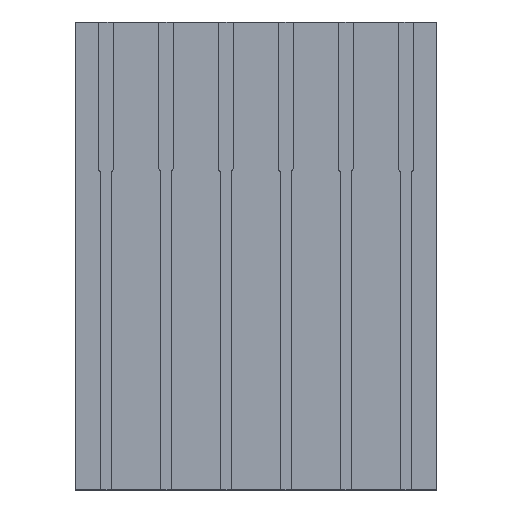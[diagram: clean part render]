
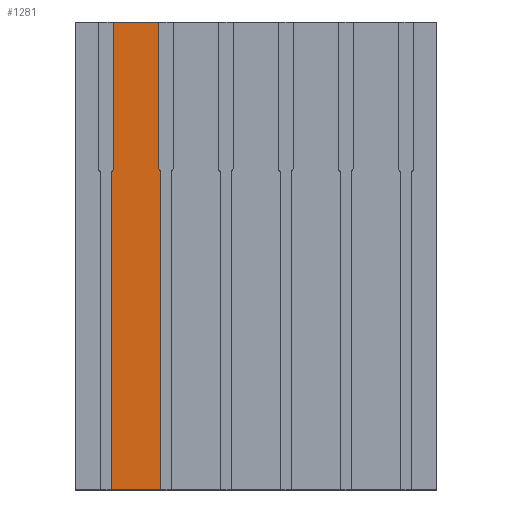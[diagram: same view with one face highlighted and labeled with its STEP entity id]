
A CAD part, top view. The second image highlights one B-rep face of the part: STEP entity #1281.
In plain terms, the highlighted planar face has unit normal (0, 0, 1).
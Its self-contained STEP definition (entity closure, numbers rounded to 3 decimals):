
#25=PLANE('',#1391);
#85=FACE_OUTER_BOUND('',#151,.T.);
#151=EDGE_LOOP('',(#984,#985,#986,#987,#988,#989,#990,#991,#992,#993));
#256=LINE('',#2032,#400);
#257=LINE('',#2034,#401);
#258=LINE('',#2036,#402);
#259=LINE('',#2042,#403);
#260=LINE('',#2044,#404);
#261=LINE('',#2045,#405);
#400=VECTOR('',#1642,10.);
#401=VECTOR('',#1643,10.);
#402=VECTOR('',#1644,10.);
#403=VECTOR('',#1649,10.);
#404=VECTOR('',#1650,10.);
#405=VECTOR('',#1651,10.);
#511=CIRCLE('',#1389,5.);
#513=CIRCLE('',#1392,5.);
#514=CIRCLE('',#1393,5.);
#515=CIRCLE('',#1394,5.);
#602=VERTEX_POINT('',#2020);
#603=VERTEX_POINT('',#2021);
#606=VERTEX_POINT('',#2029);
#607=VERTEX_POINT('',#2031);
#608=VERTEX_POINT('',#2033);
#609=VERTEX_POINT('',#2035);
#610=VERTEX_POINT('',#2037);
#611=VERTEX_POINT('',#2039);
#612=VERTEX_POINT('',#2041);
#613=VERTEX_POINT('',#2043);
#752=EDGE_CURVE('',#602,#603,#511,.T.);
#756=EDGE_CURVE('',#602,#606,#513,.F.);
#757=EDGE_CURVE('',#606,#607,#256,.T.);
#758=EDGE_CURVE('',#607,#608,#257,.T.);
#759=EDGE_CURVE('',#608,#609,#258,.T.);
#760=EDGE_CURVE('',#610,#609,#514,.T.);
#761=EDGE_CURVE('',#611,#610,#515,.T.);
#762=EDGE_CURVE('',#611,#612,#259,.T.);
#763=EDGE_CURVE('',#612,#613,#260,.T.);
#764=EDGE_CURVE('',#613,#603,#261,.T.);
#984=ORIENTED_EDGE('',*,*,#752,.F.);
#985=ORIENTED_EDGE('',*,*,#756,.T.);
#986=ORIENTED_EDGE('',*,*,#757,.T.);
#987=ORIENTED_EDGE('',*,*,#758,.T.);
#988=ORIENTED_EDGE('',*,*,#759,.T.);
#989=ORIENTED_EDGE('',*,*,#760,.F.);
#990=ORIENTED_EDGE('',*,*,#761,.F.);
#991=ORIENTED_EDGE('',*,*,#762,.T.);
#992=ORIENTED_EDGE('',*,*,#763,.T.);
#993=ORIENTED_EDGE('',*,*,#764,.T.);
#1281=ADVANCED_FACE('',(#85),#25,.T.);
#1389=AXIS2_PLACEMENT_3D('',#2022,#1632,#1633);
#1391=AXIS2_PLACEMENT_3D('',#2028,#1638,#1639);
#1392=AXIS2_PLACEMENT_3D('',#2030,#1640,#1641);
#1393=AXIS2_PLACEMENT_3D('',#2038,#1645,#1646);
#1394=AXIS2_PLACEMENT_3D('',#2040,#1647,#1648);
#1632=DIRECTION('center_axis',(0.,0.,-1.));
#1633=DIRECTION('ref_axis',(0.922,0.387,0.));
#1638=DIRECTION('center_axis',(0.,0.,1.));
#1639=DIRECTION('ref_axis',(1.,0.,0.));
#1640=DIRECTION('center_axis',(0.,0.,1.));
#1641=DIRECTION('ref_axis',(-0.4,-0.917,0.));
#1642=DIRECTION('',(0.,1.,0.));
#1643=DIRECTION('',(-1.,0.,0.));
#1644=DIRECTION('',(0.,-1.,0.));
#1645=DIRECTION('center_axis',(0.,0.,1.));
#1646=DIRECTION('ref_axis',(0.922,-0.387,0.));
#1647=DIRECTION('center_axis',(0.,0.,-1.));
#1648=DIRECTION('ref_axis',(-0.4,0.917,0.));
#1649=DIRECTION('',(0.,-1.,0.));
#1650=DIRECTION('',(1.,0.,0.));
#1651=DIRECTION('',(0.,1.,0.));
#2020=CARTESIAN_POINT('',(-149.5,133.512,20.));
#2021=CARTESIAN_POINT('',(-148.,129.941,20.));
#2022=CARTESIAN_POINT('Origin',(-153.,129.941,20.));
#2028=CARTESIAN_POINT('Origin',(0.,0.,
20.));
#2029=CARTESIAN_POINT('',(-151.,137.083,20.));
#2030=CARTESIAN_POINT('Origin',(-146.,137.083,20.));
#2031=CARTESIAN_POINT('',(-151.,362.5,20.));
#2032=CARTESIAN_POINT('',(-151.,181.25,20.));
#2033=CARTESIAN_POINT('',(-221.,362.5,20.));
#2034=CARTESIAN_POINT('',(280.,362.5,20.));
#2035=CARTESIAN_POINT('',(-221.,135.059,20.));
#2036=CARTESIAN_POINT('',(-221.,181.25,20.));
#2037=CARTESIAN_POINT('',(-222.5,131.488,20.));
#2038=CARTESIAN_POINT('Origin',(-226.,135.059,20.));
#2039=CARTESIAN_POINT('',(-224.,127.917,20.));
#2040=CARTESIAN_POINT('Origin',(-219.,127.917,20.));
#2041=CARTESIAN_POINT('',(-224.,-362.5,20.));
#2042=CARTESIAN_POINT('',(-224.,-181.25,20.));
#2043=CARTESIAN_POINT('',(-148.,-362.5,20.));
#2044=CARTESIAN_POINT('',(-280.,-362.5,20.));
#2045=CARTESIAN_POINT('',(-148.,-181.25,20.));
